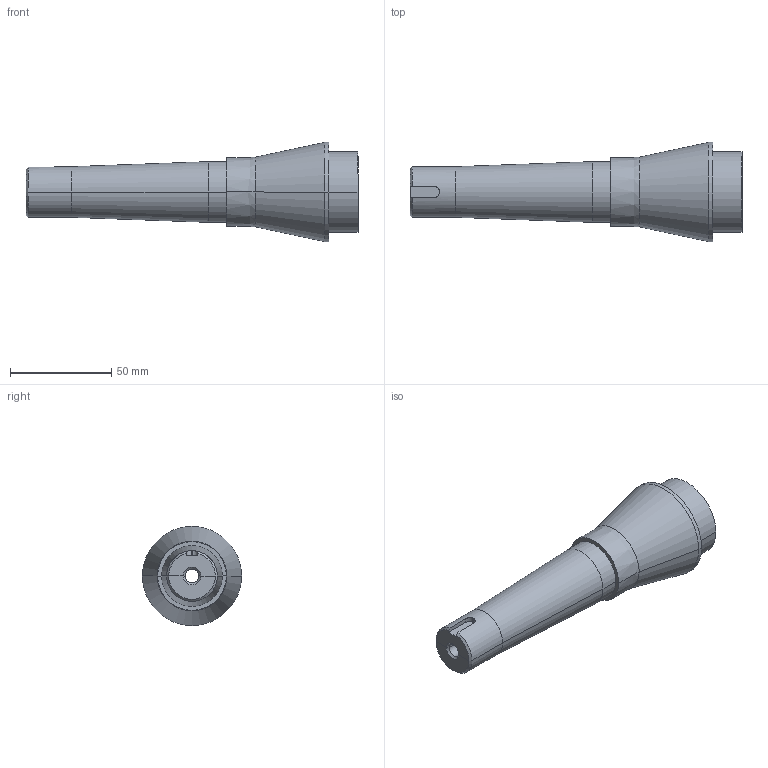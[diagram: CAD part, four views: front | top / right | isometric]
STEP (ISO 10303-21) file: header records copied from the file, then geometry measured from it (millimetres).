
FILE_DESCRIPTION(/* description */ (''),/* implementation_level */ '2;1');
FILE_NAME(/* name */ 'Arbre',/* time_stamp */ '2024-03-17T22:19:50+01:00',/* author */ (''),/* organization */ (''),/* preprocessor_version */ 'ST-DEVELOPER v19.2',/* originating_system */ 'Rhino 8.4',/* authorisation */ '');
FILE_SCHEMA (('AUTOMOTIVE_DESIGN_CC2'));
Length unit declared in the file: millimetre
Products named in the file (1): Document
Bounding box: 164 x 49 x 49 mm (x, y, z)
Volume: 107577.4 mm3; surface area: 26068.1 mm2
Topology: 1 solids, 1 shells, 44 faces, 96 edges, 52 vertices
Faces by surface type: cylinder 16, bspline 16, plane 12
Entity records: 1458 total; most frequent: CARTESIAN_POINT 622, ORIENTED_EDGE 192, DIRECTION 118, EDGE_CURVE 96, AXIS2_PLACEMENT_3D 73, VERTEX_POINT 52, ADVANCED_FACE 44, FACE_OUTER_BOUND 44
